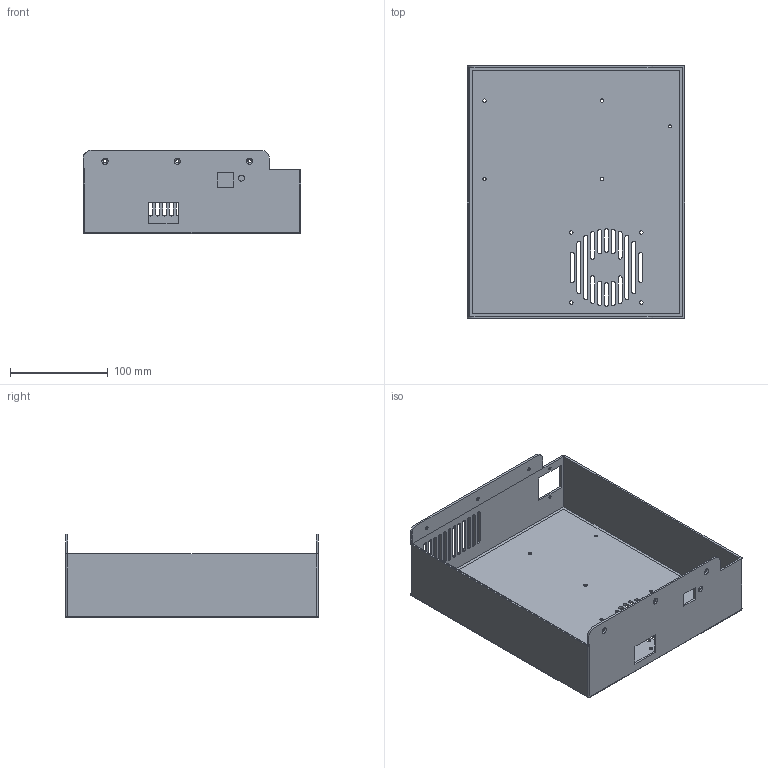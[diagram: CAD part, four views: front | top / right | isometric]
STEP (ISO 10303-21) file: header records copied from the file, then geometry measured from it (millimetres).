
FILE_DESCRIPTION(('FreeCAD Model'),'2;1');
FILE_NAME('electronics_case_mini_v1.1_revA.step','2016-05-24T11:45:28',( 'Author'),(''),'Open CASCADE STEP processor 6.8','FreeCAD','Unknown' );
FILE_SCHEMA(('AUTOMOTIVE_DESIGN_CC2 { 1 2 10303 214 -1 1 5 4 }'));
Length unit declared in the file: millimetre
Products named in the file (2): ASSEMBLY; Body
Assembly tree (1 placements, depth 2):
  ASSEMBLY
    Body
Bounding box: 222 x 258 x 85 mm (x, y, z)
Volume: 240468.9 mm3; surface area: 244110.1 mm2
Topology: 1 solids, 1 shells, 205 faces, 575 edges, 370 vertices
Faces by surface type: plane 101, cylinder 86, cone 14, sphere 4
Full cylindrical faces by diameter (mm): 3 x3, 3.4 x14, 6 x1
Entity records: 14475 total; most frequent: CARTESIAN_POINT 2770, DIRECTION 2235, LINE 1363, VECTOR 1363, ORIENTED_EDGE 1142, PCURVE 1142, DEFINITIONAL_REPRESENTATION 1142, EDGE_CURVE 571
